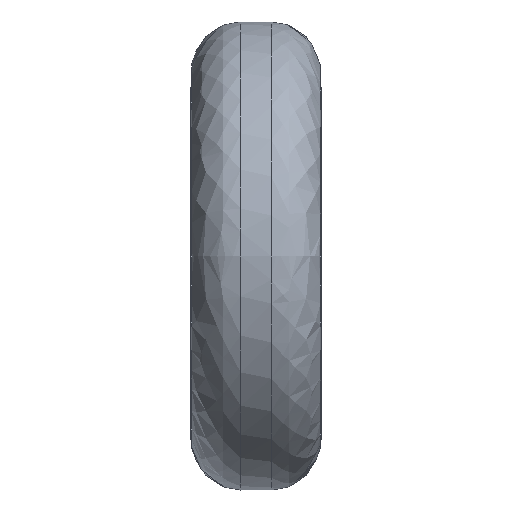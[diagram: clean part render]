
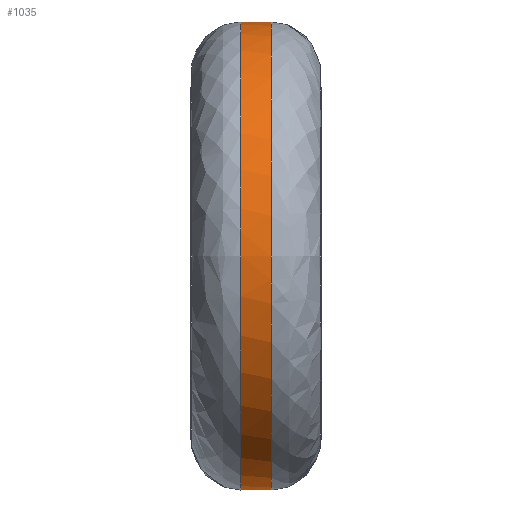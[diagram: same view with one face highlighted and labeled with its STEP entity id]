
A CAD part, front view. The second image highlights one B-rep face of the part: STEP entity #1035.
In plain terms, the highlighted cylindrical face has radius 215.9 mm (diameter 431.8 mm), a full revolution.
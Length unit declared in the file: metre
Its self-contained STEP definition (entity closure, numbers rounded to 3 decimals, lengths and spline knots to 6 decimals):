
#52=CYLINDRICAL_SURFACE('',#1116,0.2159);
#93=B_SPLINE_CURVE_WITH_KNOTS('',3,(#1790,#1791,#1792,#1793,#1794,#1795,
#1796,#1797,#1798,#1799,#1800,#1801,#1802,#1803,#1804,#1805,#1806,#1807,
#1808,#1809,#1810,#1811,#1812,#1813,#1814,#1815,#1816,#1817,#1818,#1819,
#1820,#1821,#1822,#1823,#1824),.UNSPECIFIED.,.T.,.F.,(1,1,1,1,1,1,1,1,1,
1,1,1,1,1,1,1,1,1,1,1,1,1,1,1,1,1,1,1,1,1,1,1,1,1,1,1,1,1,1),(-0.09375,
-0.0625,-0.03125,0.,0.03125,0.0625,0.09375,0.125,0.15625,0.1875,0.21875,
0.25,0.28125,0.3125,0.34375,0.375,0.40625,0.4375,0.46875,0.5,0.53125,0.5625,
0.59375,0.625,0.65625,0.6875,0.71875,0.75,0.78125,0.8125,0.84375,0.875,
0.90625,0.9375,0.96875,1.,1.03125,1.0625,1.09375),.UNSPECIFIED.);
#94=B_SPLINE_CURVE_WITH_KNOTS('',3,(#1826,#1827,#1828,#1829,#1830,#1831,
#1832,#1833,#1834,#1835,#1836,#1837,#1838,#1839,#1840,#1841,#1842,#1843,
#1844,#1845,#1846,#1847,#1848,#1849,#1850,#1851,#1852,#1853,#1854,#1855,
#1856,#1857,#1858,#1859,#1860),.UNSPECIFIED.,.T.,.F.,(1,1,1,1,1,1,1,1,1,
1,1,1,1,1,1,1,1,1,1,1,1,1,1,1,1,1,1,1,1,1,1,1,1,1,1,1,1,1,1),(-0.09375,
-0.0625,-0.03125,0.,0.03125,0.0625,0.09375,0.125,0.15625,0.1875,0.21875,
0.25,0.28125,0.3125,0.34375,0.375,0.40625,0.4375,0.46875,0.5,0.53125,0.5625,
0.59375,0.625,0.65625,0.6875,0.71875,0.75,0.78125,0.8125,0.84375,0.875,
0.90625,0.9375,0.96875,1.,1.03125,1.0625,1.09375),.UNSPECIFIED.);
#359=ORIENTED_EDGE('',*,*,#555,.T.);
#360=ORIENTED_EDGE('',*,*,#556,.T.);
#555=EDGE_CURVE('',#659,#659,#93,.T.);
#556=EDGE_CURVE('',#660,#660,#94,.T.);
#659=VERTEX_POINT('',#1825);
#660=VERTEX_POINT('',#1861);
#897=EDGE_LOOP('',(#359));
#898=EDGE_LOOP('',(#360));
#959=FACE_BOUND('',#897,.T.);
#960=FACE_BOUND('',#898,.T.);
#1035=ADVANCED_FACE('',(#959,#960),#52,.T.);
#1116=AXIS2_PLACEMENT_3D('',#1789,#1339,#1340);
#1339=DIRECTION('',(-1.,0.,0.));
#1340=DIRECTION('',(0.,1.,0.));
#1789=CARTESIAN_POINT('',(0.06,0.26466,-0.451384));
#1790=CARTESIAN_POINT('',(0.01413,0.051543,-0.493775));
#1791=CARTESIAN_POINT('',(0.01413,0.047368,-0.451384));
#1792=CARTESIAN_POINT('',(0.01413,0.051543,-0.408992));
#1793=CARTESIAN_POINT('',(0.01413,0.063909,-0.36823));
#1794=CARTESIAN_POINT('',(0.01413,0.083988,-0.330663));
#1795=CARTESIAN_POINT('',(0.01413,0.111011,-0.297735));
#1796=CARTESIAN_POINT('',(0.01413,0.143939,-0.270712));
#1797=CARTESIAN_POINT('',(0.01413,0.181506,-0.250632));
#1798=CARTESIAN_POINT('',(0.01413,0.222268,-0.238267));
#1799=CARTESIAN_POINT('',(0.01413,0.26466,-0.234092));
#1800=CARTESIAN_POINT('',(0.01413,0.307051,-0.238267));
#1801=CARTESIAN_POINT('',(0.01413,0.347814,-0.250632));
#1802=CARTESIAN_POINT('',(0.01413,0.385381,-0.270712));
#1803=CARTESIAN_POINT('',(0.01413,0.418308,-0.297735));
#1804=CARTESIAN_POINT('',(0.01413,0.445331,-0.330663));
#1805=CARTESIAN_POINT('',(0.01413,0.465411,-0.36823));
#1806=CARTESIAN_POINT('',(0.01413,0.477776,-0.408992));
#1807=CARTESIAN_POINT('',(0.01413,0.481952,-0.451384));
#1808=CARTESIAN_POINT('',(0.01413,0.477776,-0.493775));
#1809=CARTESIAN_POINT('',(0.01413,0.465411,-0.534538));
#1810=CARTESIAN_POINT('',(0.01413,0.445331,-0.572105));
#1811=CARTESIAN_POINT('',(0.01413,0.418308,-0.605032));
#1812=CARTESIAN_POINT('',(0.01413,0.385381,-0.632055));
#1813=CARTESIAN_POINT('',(0.01413,0.347814,-0.652135));
#1814=CARTESIAN_POINT('',(0.01413,0.307051,-0.6645));
#1815=CARTESIAN_POINT('',(0.01413,0.26466,-0.668676));
#1816=CARTESIAN_POINT('',(0.01413,0.222268,-0.6645));
#1817=CARTESIAN_POINT('',(0.01413,0.181506,-0.652135));
#1818=CARTESIAN_POINT('',(0.01413,0.143939,-0.632055));
#1819=CARTESIAN_POINT('',(0.01413,0.111011,-0.605032));
#1820=CARTESIAN_POINT('',(0.01413,0.083988,-0.572105));
#1821=CARTESIAN_POINT('',(0.01413,0.063909,-0.534538));
#1822=CARTESIAN_POINT('',(0.01413,0.051543,-0.493775));
#1823=CARTESIAN_POINT('',(0.01413,0.047368,-0.451384));
#1824=CARTESIAN_POINT('',(0.01413,0.051543,-0.408992));
#1825=CARTESIAN_POINT('',(0.01413,0.04876,-0.451384));
#1826=CARTESIAN_POINT('',(-0.01413,0.051543,-0.408992));
#1827=CARTESIAN_POINT('',(-0.01413,0.047368,-0.451384));
#1828=CARTESIAN_POINT('',(-0.01413,0.051543,-0.493775));
#1829=CARTESIAN_POINT('',(-0.01413,0.063909,-0.534538));
#1830=CARTESIAN_POINT('',(-0.01413,0.083988,-0.572105));
#1831=CARTESIAN_POINT('',(-0.01413,0.111011,-0.605032));
#1832=CARTESIAN_POINT('',(-0.01413,0.143939,-0.632055));
#1833=CARTESIAN_POINT('',(-0.01413,0.181506,-0.652135));
#1834=CARTESIAN_POINT('',(-0.01413,0.222268,-0.6645));
#1835=CARTESIAN_POINT('',(-0.01413,0.26466,-0.668676));
#1836=CARTESIAN_POINT('',(-0.01413,0.307051,-0.6645));
#1837=CARTESIAN_POINT('',(-0.01413,0.347814,-0.652135));
#1838=CARTESIAN_POINT('',(-0.01413,0.385381,-0.632055));
#1839=CARTESIAN_POINT('',(-0.01413,0.418308,-0.605032));
#1840=CARTESIAN_POINT('',(-0.01413,0.445331,-0.572105));
#1841=CARTESIAN_POINT('',(-0.01413,0.465411,-0.534538));
#1842=CARTESIAN_POINT('',(-0.01413,0.477776,-0.493775));
#1843=CARTESIAN_POINT('',(-0.01413,0.481952,-0.451384));
#1844=CARTESIAN_POINT('',(-0.01413,0.477776,-0.408992));
#1845=CARTESIAN_POINT('',(-0.01413,0.465411,-0.36823));
#1846=CARTESIAN_POINT('',(-0.01413,0.445331,-0.330663));
#1847=CARTESIAN_POINT('',(-0.01413,0.418308,-0.297735));
#1848=CARTESIAN_POINT('',(-0.01413,0.385381,-0.270712));
#1849=CARTESIAN_POINT('',(-0.01413,0.347814,-0.250632));
#1850=CARTESIAN_POINT('',(-0.01413,0.307051,-0.238267));
#1851=CARTESIAN_POINT('',(-0.01413,0.26466,-0.234092));
#1852=CARTESIAN_POINT('',(-0.01413,0.222268,-0.238267));
#1853=CARTESIAN_POINT('',(-0.01413,0.181506,-0.250632));
#1854=CARTESIAN_POINT('',(-0.01413,0.143939,-0.270712));
#1855=CARTESIAN_POINT('',(-0.01413,0.111011,-0.297735));
#1856=CARTESIAN_POINT('',(-0.01413,0.083988,-0.330663));
#1857=CARTESIAN_POINT('',(-0.01413,0.063909,-0.36823));
#1858=CARTESIAN_POINT('',(-0.01413,0.051543,-0.408992));
#1859=CARTESIAN_POINT('',(-0.01413,0.047368,-0.451384));
#1860=CARTESIAN_POINT('',(-0.01413,0.051543,-0.493775));
#1861=CARTESIAN_POINT('',(-0.01413,0.04876,-0.451384));
